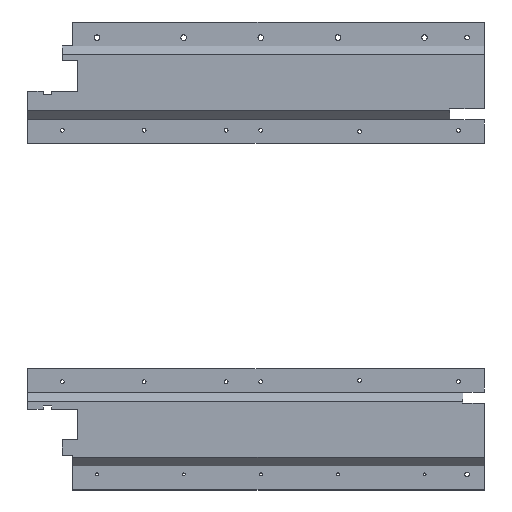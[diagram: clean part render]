
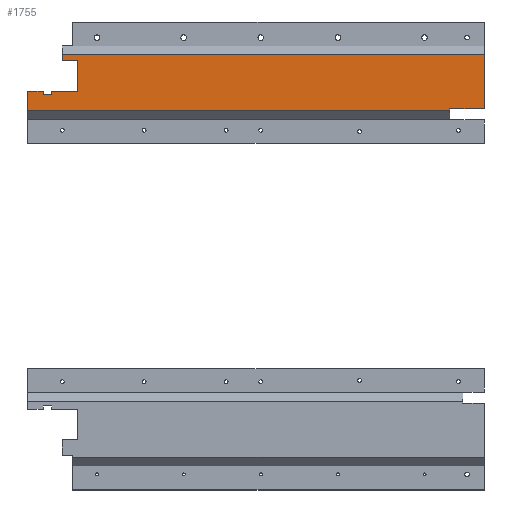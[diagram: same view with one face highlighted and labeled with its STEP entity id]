
A CAD part, top view. The second image highlights one B-rep face of the part: STEP entity #1755.
In plain terms, the highlighted planar face has unit normal (0, 0, 1).
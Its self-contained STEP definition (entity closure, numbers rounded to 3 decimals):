
#193=FACE_OUTER_BOUND('',#303,.T.);
#303=EDGE_LOOP('',(#1418,#1419,#1420,#1421,#1422,#1423,#1424,#1425,#1426,
#1427,#1428,#1429,#1430,#1431));
#466=LINE('',#2686,#661);
#473=LINE('',#2701,#668);
#477=LINE('',#2708,#672);
#478=LINE('',#2710,#673);
#479=LINE('',#2712,#674);
#480=LINE('',#2714,#675);
#481=LINE('',#2716,#676);
#482=LINE('',#2718,#677);
#483=LINE('',#2720,#678);
#484=LINE('',#2722,#679);
#485=LINE('',#2724,#680);
#486=LINE('',#2726,#681);
#487=LINE('',#2728,#682);
#488=LINE('',#2729,#683);
#661=VECTOR('',#2200,10.);
#668=VECTOR('',#2211,10.);
#672=VECTOR('',#2217,10.);
#673=VECTOR('',#2218,10.);
#674=VECTOR('',#2219,10.);
#675=VECTOR('',#2220,10.);
#676=VECTOR('',#2221,10.);
#677=VECTOR('',#2222,10.);
#678=VECTOR('',#2223,10.);
#679=VECTOR('',#2224,10.);
#680=VECTOR('',#2225,10.);
#681=VECTOR('',#2226,10.);
#682=VECTOR('',#2227,10.);
#683=VECTOR('',#2228,10.);
#839=VERTEX_POINT('',#2683);
#840=VERTEX_POINT('',#2685);
#846=VERTEX_POINT('',#2700);
#848=VERTEX_POINT('',#2707);
#849=VERTEX_POINT('',#2709);
#850=VERTEX_POINT('',#2711);
#851=VERTEX_POINT('',#2713);
#852=VERTEX_POINT('',#2715);
#853=VERTEX_POINT('',#2717);
#854=VERTEX_POINT('',#2719);
#855=VERTEX_POINT('',#2721);
#856=VERTEX_POINT('',#2723);
#857=VERTEX_POINT('',#2725);
#858=VERTEX_POINT('',#2727);
#1041=EDGE_CURVE('',#839,#840,#466,.T.);
#1048=EDGE_CURVE('',#840,#846,#473,.T.);
#1052=EDGE_CURVE('',#848,#839,#477,.T.);
#1053=EDGE_CURVE('',#849,#848,#478,.T.);
#1054=EDGE_CURVE('',#850,#849,#479,.T.);
#1055=EDGE_CURVE('',#851,#850,#480,.T.);
#1056=EDGE_CURVE('',#852,#851,#481,.T.);
#1057=EDGE_CURVE('',#853,#852,#482,.T.);
#1058=EDGE_CURVE('',#854,#853,#483,.T.);
#1059=EDGE_CURVE('',#855,#854,#484,.T.);
#1060=EDGE_CURVE('',#856,#855,#485,.T.);
#1061=EDGE_CURVE('',#857,#856,#486,.T.);
#1062=EDGE_CURVE('',#858,#857,#487,.T.);
#1063=EDGE_CURVE('',#846,#858,#488,.T.);
#1418=ORIENTED_EDGE('',*,*,#1041,.F.);
#1419=ORIENTED_EDGE('',*,*,#1052,.F.);
#1420=ORIENTED_EDGE('',*,*,#1053,.F.);
#1421=ORIENTED_EDGE('',*,*,#1054,.F.);
#1422=ORIENTED_EDGE('',*,*,#1055,.F.);
#1423=ORIENTED_EDGE('',*,*,#1056,.F.);
#1424=ORIENTED_EDGE('',*,*,#1057,.F.);
#1425=ORIENTED_EDGE('',*,*,#1058,.F.);
#1426=ORIENTED_EDGE('',*,*,#1059,.F.);
#1427=ORIENTED_EDGE('',*,*,#1060,.F.);
#1428=ORIENTED_EDGE('',*,*,#1061,.F.);
#1429=ORIENTED_EDGE('',*,*,#1062,.F.);
#1430=ORIENTED_EDGE('',*,*,#1063,.F.);
#1431=ORIENTED_EDGE('',*,*,#1048,.F.);
#1681=PLANE('',#1893);
#1755=ADVANCED_FACE('',(#193),#1681,.F.);
#1893=AXIS2_PLACEMENT_3D('',#2706,#2215,#2216);
#2200=DIRECTION('',(-1.,0.,0.));
#2211=DIRECTION('',(0.,-1.,0.));
#2215=DIRECTION('center_axis',(0.,0.,-1.));
#2216=DIRECTION('ref_axis',(1.,0.,0.));
#2217=DIRECTION('',(0.,-1.,0.));
#2218=DIRECTION('',(1.,0.,0.));
#2219=DIRECTION('',(0.,1.,0.));
#2220=DIRECTION('',(-1.,0.,0.));
#2221=DIRECTION('',(0.,1.,0.));
#2222=DIRECTION('',(1.,0.,0.));
#2223=DIRECTION('',(0.,1.,0.));
#2224=DIRECTION('',(1.,0.,0.));
#2225=DIRECTION('',(0.,-1.,0.));
#2226=DIRECTION('',(1.,0.,0.));
#2227=DIRECTION('',(0.,1.,0.));
#2228=DIRECTION('',(-1.,0.,0.));
#2683=CARTESIAN_POINT('',(527.,10.01,-6.));
#2685=CARTESIAN_POINT('',(487.,10.01,-6.));
#2686=CARTESIAN_POINT('',(375.25,10.01,-6.));
#2700=CARTESIAN_POINT('',(487.,8.01,-6.));
#2701=CARTESIAN_POINT('',(487.,18.51,-6.));
#2706=CARTESIAN_POINT('Origin',(263.5,40.01,-6.));
#2707=CARTESIAN_POINT('',(527.,72.01,-6.));
#2708=CARTESIAN_POINT('',(527.,-29.99,-6.));
#2709=CARTESIAN_POINT('',(40.,72.01,-6.));
#2710=CARTESIAN_POINT('',(0.,72.01,-6.));
#2711=CARTESIAN_POINT('',(40.,65.01,-6.));
#2712=CARTESIAN_POINT('',(40.,55.01,-6.));
#2713=CARTESIAN_POINT('',(58.,65.01,-6.));
#2714=CARTESIAN_POINT('',(131.75,65.01,-6.));
#2715=CARTESIAN_POINT('',(58.,30.01,-6.));
#2716=CARTESIAN_POINT('',(58.,52.51,-6.));
#2717=CARTESIAN_POINT('',(28.,30.01,-6.));
#2718=CARTESIAN_POINT('',(160.75,30.01,-6.));
#2719=CARTESIAN_POINT('',(28.,26.01,-6.));
#2720=CARTESIAN_POINT('',(28.,35.01,-6.));
#2721=CARTESIAN_POINT('',(18.,26.01,-6.));
#2722=CARTESIAN_POINT('',(145.75,26.01,-6.));
#2723=CARTESIAN_POINT('',(18.,30.01,-6.));
#2724=CARTESIAN_POINT('',(18.,33.01,-6.));
#2725=CARTESIAN_POINT('',(0.,30.01,-6.));
#2726=CARTESIAN_POINT('',(160.75,30.01,-6.));
#2727=CARTESIAN_POINT('',(0.,8.01,-6.));
#2728=CARTESIAN_POINT('',(0.,-29.99,-6.));
#2729=CARTESIAN_POINT('',(0.,8.01,-6.));
